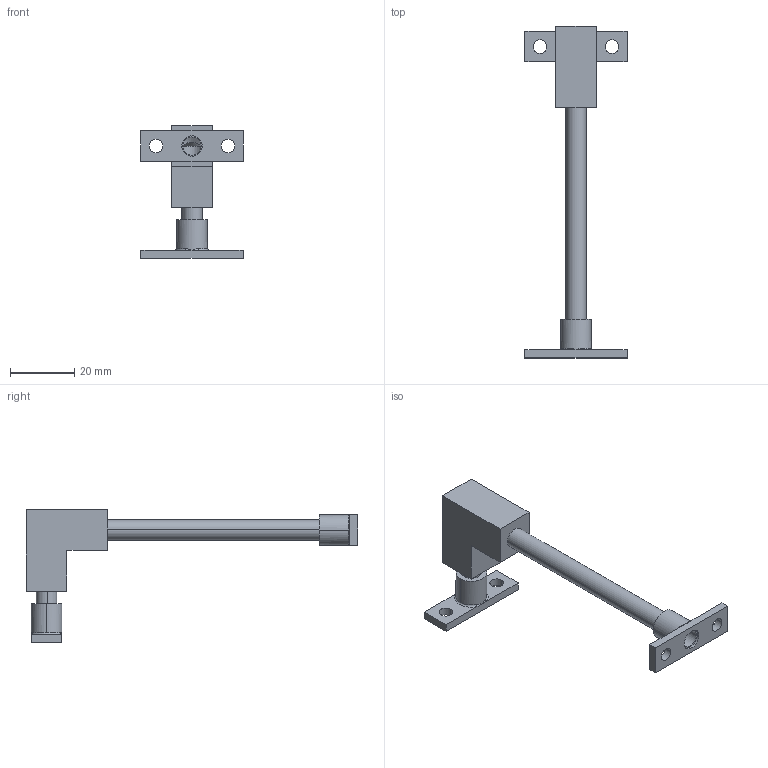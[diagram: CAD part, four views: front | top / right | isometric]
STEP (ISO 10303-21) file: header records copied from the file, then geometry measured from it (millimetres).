
FILE_DESCRIPTION((''),'2;1');
FILE_NAME('TUBE_ASM_2_ASSY_SLDASM_ASM___ASM','2016-12-07T',('cxl300'),(''),'PRO/ENGINEER BY PARAMETRIC TECHNOLOGY CORPORATION, 2013230','PRO/ENGINEER BY PARAMETRIC TECHNOLOGY CORPORATION, 2013230','');
FILE_SCHEMA(('CONFIG_CONTROL_DESIGN','GEOMETRIC_VALIDATION_PROPERTIES_MIM'));
Length unit declared in the file: millimetre
Products named in the file (5): ROD_VALVE_GUIDE_2_ASSY_SLDPRT__; TUBE_2_-_2_ASSY_SLDPRT__; ELBOW_2_ASS_Y_SLDPRT__; TUBE_3_-_2_ASSY_SLDPRT__; TUBE_ASM_2_ASSY_SLDASM_ASM___ASM
Assembly tree (5 placements, depth 2):
  TUBE_ASM_2_ASSY_SLDASM_ASM___ASM
    ROD_VALVE_GUIDE_2_ASSY_SLDPRT__  x2
    TUBE_2_-_2_ASSY_SLDPRT__
    ELBOW_2_ASS_Y_SLDPRT__
    TUBE_3_-_2_ASSY_SLDPRT__
Bounding box: 31.75 x 103.19 x 41.27 mm (x, y, z)
Volume: 7708.2 mm3; surface area: 9825.3 mm2
Topology: 5 solids, 5 shells, 70 faces, 174 edges, 106 vertices
Faces by surface type: plane 28, cylinder 28, bspline 8, torus 4, cone 2
Entity records: 2095 total; most frequent: CARTESIAN_POINT 655, DIRECTION 260, ORIENTED_EDGE 220, EDGE_CURVE 110, AXIS2_PLACEMENT_3D 102, VERTEX_POINT 70, EDGE_LOOP 60, VECTOR 56
